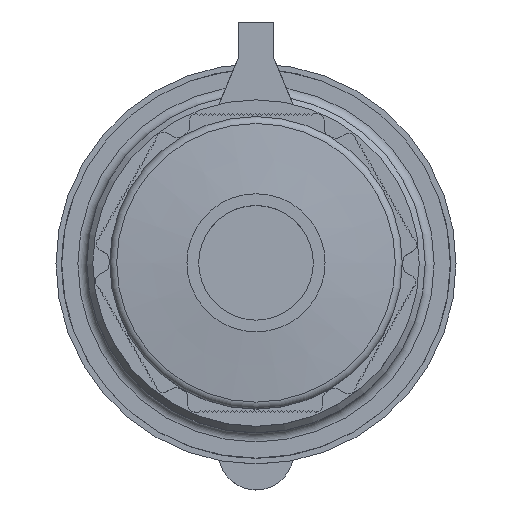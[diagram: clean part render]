
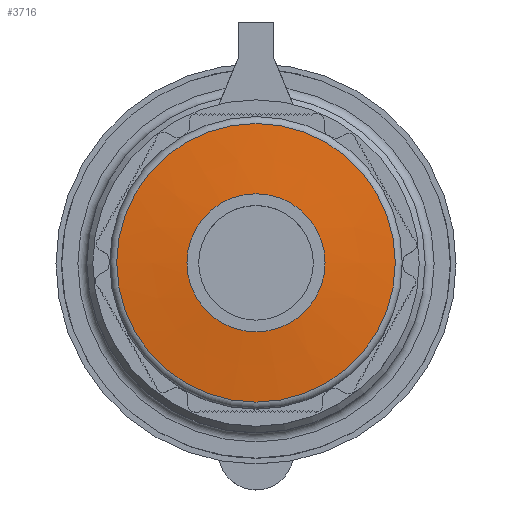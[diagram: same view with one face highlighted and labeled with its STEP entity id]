
A CAD part, top view. The second image highlights one B-rep face of the part: STEP entity #3716.
In plain terms, the highlighted conical face has half-angle 84.289 degrees and reference radius 24.635 mm.
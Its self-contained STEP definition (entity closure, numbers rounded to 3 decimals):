
#26=CONICAL_SURFACE('',#9843,24.635,84.289);
#3716=ADVANCED_FACE('',(#3867,#3868),#26,.T.);
#3867=FACE_BOUND('',#4400,.T.);
#3868=FACE_BOUND('',#4401,.T.);
#4400=EDGE_LOOP('',(#6962));
#4401=EDGE_LOOP('',(#6963));
#6962=ORIENTED_EDGE('',*,*,#9116,.T.);
#6963=ORIENTED_EDGE('',*,*,#8488,.F.);
#7521=VERTEX_POINT('',#13685);
#7835=VERTEX_POINT('',#14947);
#8488=EDGE_CURVE('',#7521,#7521,#9235,.T.);
#9116=EDGE_CURVE('',#7835,#7835,#9241,.T.);
#9235=CIRCLE('',#9516,11.635);
#9241=CIRCLE('',#9842,23.464);
#9516=AXIS2_PLACEMENT_3D('',#13684,#10918,#10919);
#9842=AXIS2_PLACEMENT_3D('',#14946,#12192,#12193);
#9843=AXIS2_PLACEMENT_3D('',#14948,#12194,#12195);
#10918=DIRECTION('',(0.,0.,1.));
#10919=DIRECTION('',(1.,0.,0.));
#12192=DIRECTION('',(0.,0.,1.));
#12193=DIRECTION('',(1.,0.,0.));
#12194=DIRECTION('',(0.,0.,-1.));
#12195=DIRECTION('',(-1.,0.,0.));
#13684=CARTESIAN_POINT('',(0.,0.,157.65));
#13685=CARTESIAN_POINT('',(11.635,0.,157.65));
#14946=CARTESIAN_POINT('',(0.,0.,156.467));
#14947=CARTESIAN_POINT('',(23.464,0.,156.467));
#14948=CARTESIAN_POINT('',(0.,0.,156.35));
